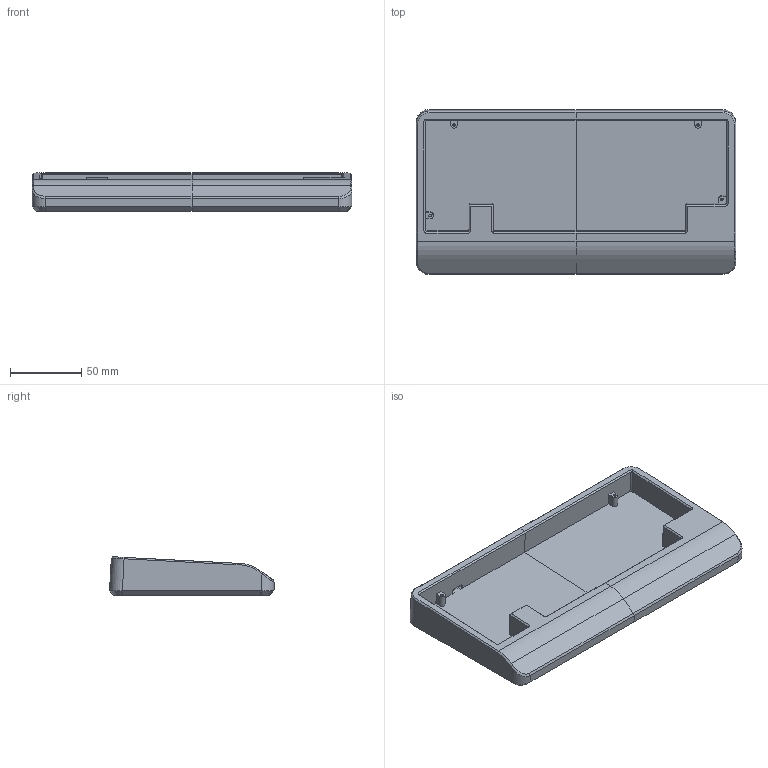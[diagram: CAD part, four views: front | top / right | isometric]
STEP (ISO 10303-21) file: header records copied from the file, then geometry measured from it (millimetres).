
FILE_DESCRIPTION(/* description */ ('','CAx-IF Rec.Pracs.---Representation and Presentation of Product Manufacturing Information (PMI)---4.0---2014-10-13'),/* implementation_level */ '2;1');
FILE_NAME(/* name */ 'SK-Vault 35 WKL HHKB v1.step',/* time_stamp */ '2025-02-16T16:49:03-05:00',/* author */ (''),/* organization */ (''),/* preprocessor_version */ 'ST-DEVELOPER v20',/* originating_system */ 'Autodesk Translation Framework v13.20.0.188',/* authorisation */ '');
FILE_SCHEMA (('AP242_MANAGED_MODEL_BASED_3D_ENGINEERING_MIM_LF { 1 0 10303 442 1 1 4 }'));
Length unit declared in the file: millimetre
Products named in the file (2): SK-Vault 35 WKL HHKB; SK-Vault 35 3
Assembly tree (1 placements, depth 2):
  SK-Vault 35 WKL HHKB
    SK-Vault 35 3
Bounding box: 224.55 x 115.83 x 27.02 mm (x, y, z)
Volume: 313043.5 mm3; surface area: 77962.8 mm2
Topology: 2 solids, 2 shells, 136 faces, 344 edges, 213 vertices
Faces by surface type: plane 78, cylinder 32, cone 14, bspline 12
Full cylindrical faces by diameter (mm): 1.8 x4
Entity records: 4325 total; most frequent: CARTESIAN_POINT 1024, ORIENTED_EDGE 682, DIRECTION 642, EDGE_CURVE 341, LINE 248, VECTOR 248, VERTEX_POINT 213, AXIS2_PLACEMENT_3D 197
